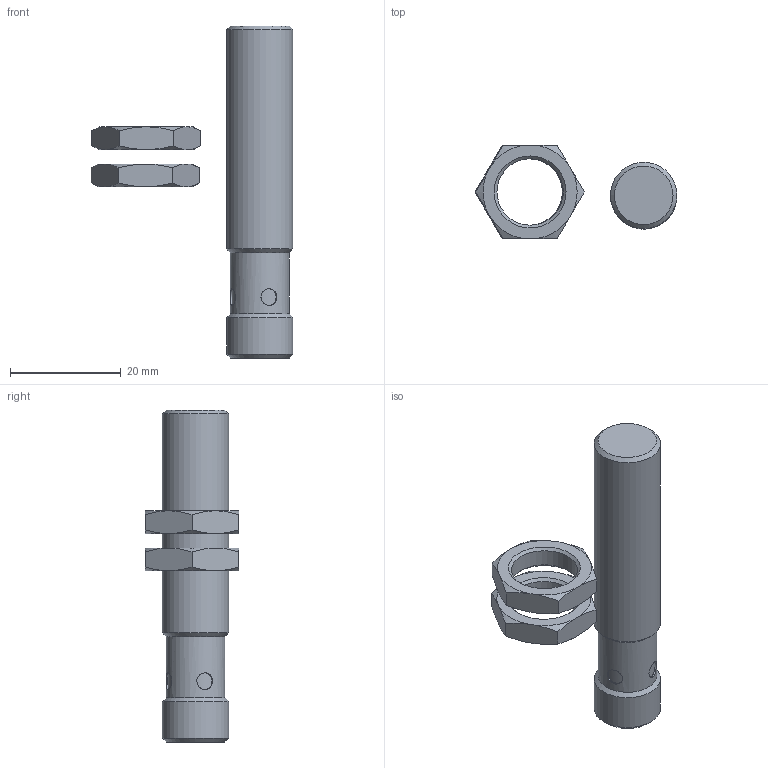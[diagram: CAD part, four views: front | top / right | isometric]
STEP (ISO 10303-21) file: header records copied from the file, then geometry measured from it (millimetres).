
FILE_DESCRIPTION(/* description */ (''),/* implementation_level */ '2;1');
FILE_NAME(/* name */ 'IC120126.stp',/* time_stamp */ '2016-10-04T14:16:57+02:00',/* author */ ('mitarbeiter'),/* organization */ (''),/* preprocessor_version */ 'ST-DEVELOPER v15.2',/* originating_system */ 'Autodesk Inventor 2014',/* authorisation */ '');
FILE_SCHEMA (('AUTOMOTIVE_DESIGN { 1 0 10303 214 3 1 1 }'));
Length unit declared in the file: millimetre
Products named in the file (3): IC120126; M12x1 Mutter
Bounding box: 36.49 x 16.95 x 60 mm (x, y, z)
Volume: 7070.8 mm3; surface area: 4016.6 mm2
Topology: 3 solids, 3 shells, 80 faces, 199 edges, 128 vertices
Faces by surface type: cone 33, cylinder 21, plane 21, sphere 5
Full cylindrical faces by diameter (mm): 1 x4, 3 x4, 8.4 x1, 10.6 x1, 12 x4
Entity records: 1744 total; most frequent: CARTESIAN_POINT 571, DIRECTION 233, ORIENTED_EDGE 202, AXIS2_PLACEMENT_3D 103, EDGE_CURVE 101, EDGE_LOOP 88, VERTEX_POINT 77, FACE_OUTER_BOUND 57
